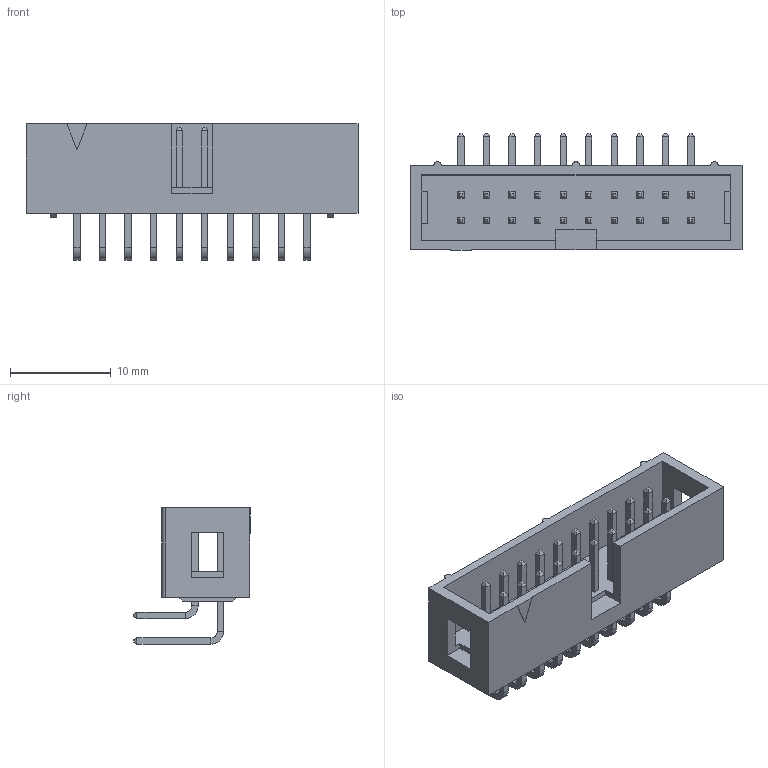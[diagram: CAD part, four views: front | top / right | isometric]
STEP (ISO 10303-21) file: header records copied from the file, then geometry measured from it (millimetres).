
FILE_DESCRIPTION(/* description */ (''),/* implementation_level */ '2;1');
FILE_NAME(/* name */ '78-5110-5544-0.stp',/* time_stamp */ '2010-04-06T08:30:00-05:00',/* author */ (''),/* organization */ (''),/* preprocessor_version */ 'ST-DEVELOPER v11',/* originating_system */ 'UGS - NX 5.0',/* authorisation */ '');
FILE_SCHEMA (('AUTOMOTIVE_DESIGN { 1 0 10303 214 1 1 1 1 }'));
Length unit declared in the file: inch
Products named in the file (1): 78-5110-5544-0
Bounding box: 32.99 x 11.61 x 13.55 mm (x, y, z)
Volume: 1261.8 mm3; surface area: 2526.4 mm2
Topology: 1 solids, 1 shells, 565 faces, 1249 edges, 726 vertices
Faces by surface type: plane 522, cylinder 43
Entity records: 14923 total; most frequent: CARTESIAN_POINT 2541, ORIENTED_EDGE 2498, DIRECTION 2467, EDGE_CURVE 1249, LINE 1163, VECTOR 1163, VERTEX_POINT 726, AXIS2_PLACEMENT_3D 652
